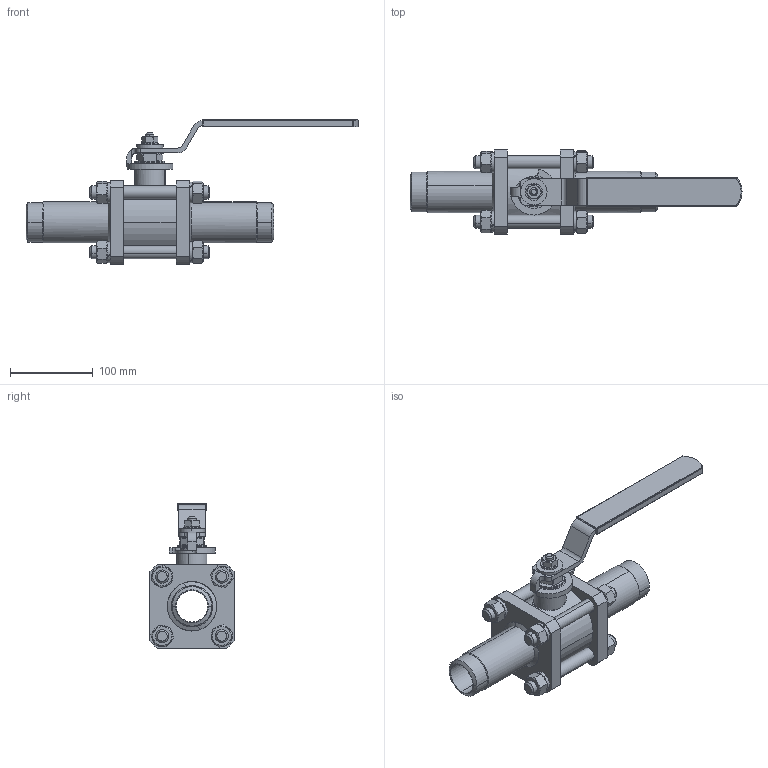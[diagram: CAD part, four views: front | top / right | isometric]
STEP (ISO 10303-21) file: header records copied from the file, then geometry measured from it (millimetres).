
FILE_DESCRIPTION((''),'2;1');
FILE_NAME('ÔÁ39 020 040 000.stp','2012-04-23T10:46:48',('Ãîíòàðåâ ÏÃ'),(''),'Autodesk Inventor 9','Autodesk Inventor 9','');
FILE_SCHEMA(('AUTOMOTIVE_DESIGN { 1 0 10303 214 1 1 1 1 }'));
Length unit declared in the file: millimetre
Products named in the file (1): 埡39 020 040 000
Bounding box: 402.14 x 102 x 175.5 mm (x, y, z)
Volume: 904752 mm3; surface area: 241941.9 mm2
Topology: 1 solids, 13 shells, 629 faces, 1648 edges, 1041 vertices
Faces by surface type: plane 227, cylinder 218, cone 112, bspline 50, torus 14, sphere 8
Entity records: 20246 total; most frequent: CARTESIAN_POINT 4764, DIRECTION 3391, ORIENTED_EDGE 3276, EDGE_CURVE 1638, AXIS2_PLACEMENT_3D 1384, VERTEX_POINT 1039, CIRCLE 734, EDGE_LOOP 697
